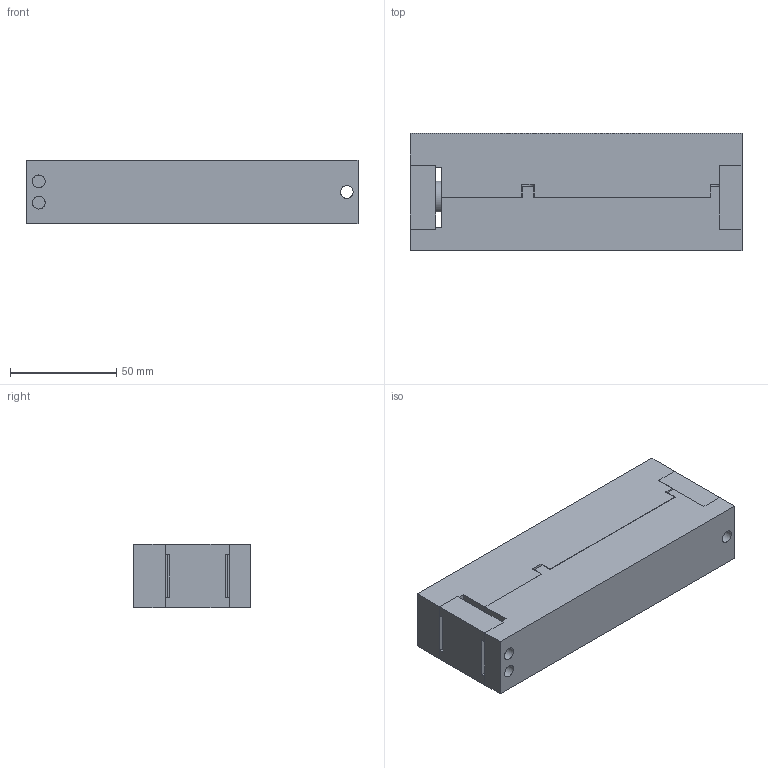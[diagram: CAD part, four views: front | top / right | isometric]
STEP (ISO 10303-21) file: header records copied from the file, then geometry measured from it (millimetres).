
FILE_DESCRIPTION(/* description */ (''),/* implementation_level */ '2;1');
FILE_NAME(/* name */ '190411~2',/* time_stamp */ '2019-04-11T12:28:57+02:00',/* author */ (''),/* organization */ (''),/* preprocessor_version */ 'ST-DEVELOPER v16.5',/* originating_system */ '',/* authorisation */ '');
FILE_SCHEMA (('AUTOMOTIVE_DESIGN'));
Length unit declared in the file: millimetre
Products named in the file (1): Document
Bounding box: 155.91 x 55 x 30 mm (x, y, z)
Volume: 227998.9 mm3; surface area: 55366 mm2
Topology: 4 solids, 4 shells, 117 faces, 305 edges, 202 vertices
Faces by surface type: plane 70, bspline 47
Entity records: 4430 total; most frequent: CARTESIAN_POINT 2481, ORIENTED_EDGE 610, EDGE_CURVE 305, VERTEX_POINT 202, B_SPLINE_CURVE_WITH_KNOTS 192, EDGE_LOOP 137, ADVANCED_FACE 117, FACE_OUTER_BOUND 117
